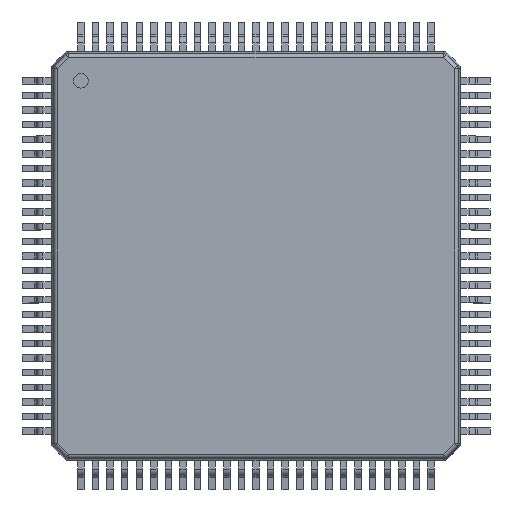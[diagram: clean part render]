
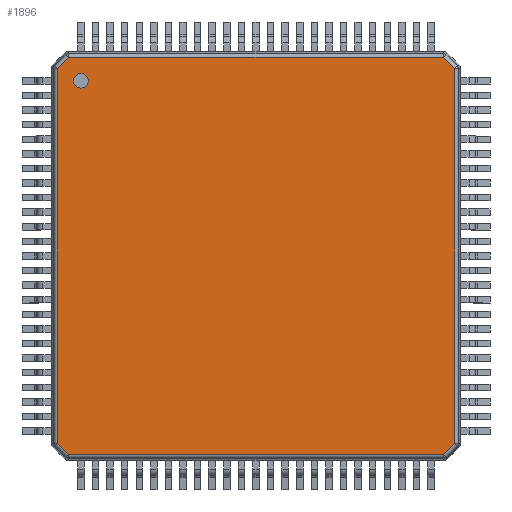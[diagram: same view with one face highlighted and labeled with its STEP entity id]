
A CAD part, top view. The second image highlights one B-rep face of the part: STEP entity #1896.
In plain terms, the highlighted face is planar.
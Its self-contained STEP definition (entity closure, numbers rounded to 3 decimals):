
#28=CARTESIAN_POINT('',(-6.,0.437,-6.));
#29=DIRECTION('',(0.,1.,0.));
#30=DIRECTION('',(1.,0.,0.));
#31=AXIS2_PLACEMENT_3D('',#28,#29,#30);
#37=CARTESIAN_POINT('',(-6.,0.437,-6.));
#38=DIRECTION('',(0.,1.,0.));
#39=DIRECTION('',(-1.,0.,0.));
#40=AXIS2_PLACEMENT_3D('',#37,#38,#39);
#45=DIRECTION('',(0.,0.,1.));
#46=VECTOR('',#45,12.842);
#47=CARTESIAN_POINT('',(-6.804,0.437,-6.419));
#48=LINE('',#47,#46);
#167=DIRECTION('',(-0.707,0.,-0.707));
#168=VECTOR('',#167,0.539);
#169=CARTESIAN_POINT('',(-6.423,0.437,6.804));
#170=LINE('',#169,#168);
#198=DIRECTION('',(1.,0.,0.));
#199=VECTOR('',#198,12.847);
#200=CARTESIAN_POINT('',(-6.423,0.437,6.804));
#201=LINE('',#200,#199);
#243=DIRECTION('',(-0.707,0.,0.707));
#244=VECTOR('',#243,0.539);
#245=CARTESIAN_POINT('',(6.804,0.437,6.423));
#246=LINE('',#245,#244);
#351=DIRECTION('',(0.,0.,-1.));
#352=VECTOR('',#351,12.842);
#353=CARTESIAN_POINT('',(6.804,0.437,6.423));
#354=LINE('',#353,#352);
#396=DIRECTION('',(0.707,0.,0.707));
#397=VECTOR('',#396,0.545);
#398=CARTESIAN_POINT('',(6.419,0.437,-6.804));
#399=LINE('',#398,#397);
#504=DIRECTION('',(-1.,0.,0.));
#505=VECTOR('',#504,12.838);
#506=CARTESIAN_POINT('',(6.419,0.437,-6.804));
#507=LINE('',#506,#505);
#549=DIRECTION('',(0.707,0.,-0.707));
#550=VECTOR('',#549,0.545);
#551=CARTESIAN_POINT('',(-6.804,0.437,-6.419));
#552=LINE('',#551,#550);
#1635=CARTESIAN_POINT('',(-6.804,0.437,-6.419));
#1636=CARTESIAN_POINT('',(-6.804,0.437,6.423));
#1637=VERTEX_POINT('',#1635);
#1638=VERTEX_POINT('',#1636);
#1647=CARTESIAN_POINT('',(-6.419,0.437,-6.804));
#1648=VERTEX_POINT('',#1647);
#1649=CARTESIAN_POINT('',(6.419,0.437,-6.804));
#1650=VERTEX_POINT('',#1649);
#1659=CARTESIAN_POINT('',(6.804,0.437,-6.419));
#1660=VERTEX_POINT('',#1659);
#1661=CARTESIAN_POINT('',(6.804,0.437,6.423));
#1662=VERTEX_POINT('',#1661);
#1671=CARTESIAN_POINT('',(6.423,0.437,6.804));
#1672=VERTEX_POINT('',#1671);
#1673=CARTESIAN_POINT('',(-6.423,0.437,6.804));
#1674=VERTEX_POINT('',#1673);
#1799=CARTESIAN_POINT('',(-5.75,0.437,-6.));
#1800=CARTESIAN_POINT('',(-6.25,0.437,-6.));
#1801=VERTEX_POINT('',#1799);
#1802=VERTEX_POINT('',#1800);
#1867=CARTESIAN_POINT('',(0.,0.437,0.));
#1868=DIRECTION('',(0.,1.,0.));
#1869=DIRECTION('',(1.,0.,0.));
#1870=AXIS2_PLACEMENT_3D('',#1867,#1868,#1869);
#1871=PLANE('',#1870);
#1873=ORIENTED_EDGE('',*,*,#1872,.F.);
#1875=ORIENTED_EDGE('',*,*,#1874,.T.);
#1877=ORIENTED_EDGE('',*,*,#1876,.F.);
#1879=ORIENTED_EDGE('',*,*,#1878,.T.);
#1881=ORIENTED_EDGE('',*,*,#1880,.F.);
#1883=ORIENTED_EDGE('',*,*,#1882,.T.);
#1885=ORIENTED_EDGE('',*,*,#1884,.F.);
#1887=ORIENTED_EDGE('',*,*,#1886,.T.);
#1888=EDGE_LOOP('',(#1873,#1875,#1877,#1879,#1881,#1883,#1885,#1887));
#1889=FACE_OUTER_BOUND('',#1888,.F.);
#1891=ORIENTED_EDGE('',*,*,#1890,.T.);
#1893=ORIENTED_EDGE('',*,*,#1892,.T.);
#1894=EDGE_LOOP('',(#1891,#1893));
#1895=FACE_BOUND('',#1894,.F.);
#32=CIRCLE('',#31,0.25);
#41=CIRCLE('',#40,0.25);
#1872=EDGE_CURVE('',#1637,#1638,#48,.T.);
#1874=EDGE_CURVE('',#1637,#1648,#552,.T.);
#1876=EDGE_CURVE('',#1650,#1648,#507,.T.);
#1878=EDGE_CURVE('',#1650,#1660,#399,.T.);
#1880=EDGE_CURVE('',#1662,#1660,#354,.T.);
#1882=EDGE_CURVE('',#1662,#1672,#246,.T.);
#1884=EDGE_CURVE('',#1674,#1672,#201,.T.);
#1886=EDGE_CURVE('',#1674,#1638,#170,.T.);
#1890=EDGE_CURVE('',#1801,#1802,#32,.T.);
#1892=EDGE_CURVE('',#1802,#1801,#41,.T.);
#1896=ADVANCED_FACE('',(#1889,#1895),#1871,.T.);
